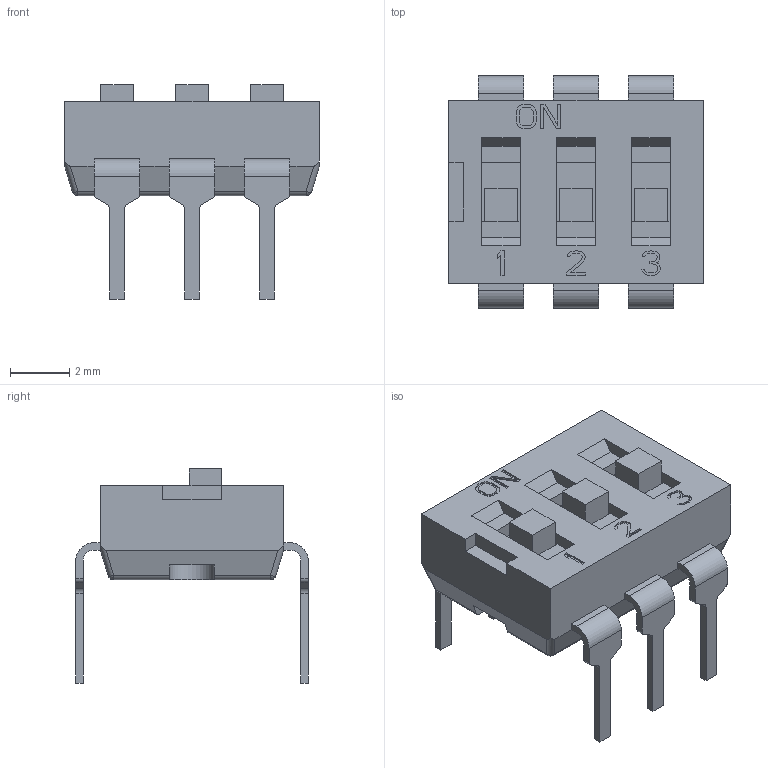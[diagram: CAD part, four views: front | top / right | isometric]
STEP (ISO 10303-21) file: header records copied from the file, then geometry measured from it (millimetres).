
FILE_DESCRIPTION (( 'STEP AP214' ), '1' );
FILE_NAME ('2454982-2.STEP', '2024-02-12T04:04:01', ( '' ), ( '' ), 'SwSTEP 2.0', 'SolidWorks 2024', '' );
FILE_SCHEMA (( 'AUTOMOTIVE_DESIGN' ));
Length unit declared in the file: millimetre
Products named in the file (1): 2454982-2
Bounding box: 8.62 x 7.87 x 7.25 mm (x, y, z)
Volume: 166.8 mm3; surface area: 301.9 mm2
Topology: 1 solids, 1 shells, 342 faces, 963 edges, 632 vertices
Faces by surface type: plane 289, cylinder 49, bspline 4
Entity records: 11766 total; most frequent: CARTESIAN_POINT 2028, ORIENTED_EDGE 1926, DIRECTION 1725, EDGE_CURVE 963, LINE 859, VECTOR 859, VERTEX_POINT 632, AXIS2_PLACEMENT_3D 433
